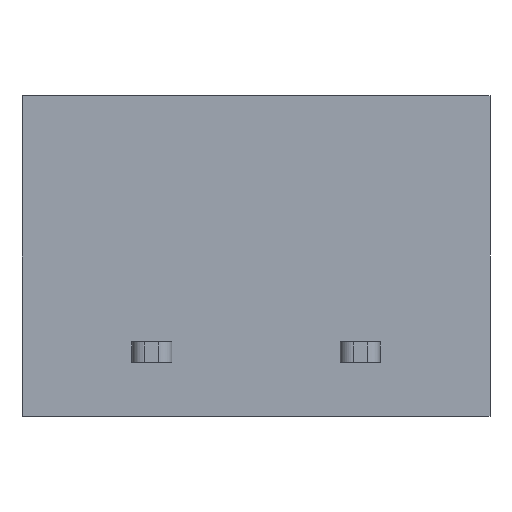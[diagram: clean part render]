
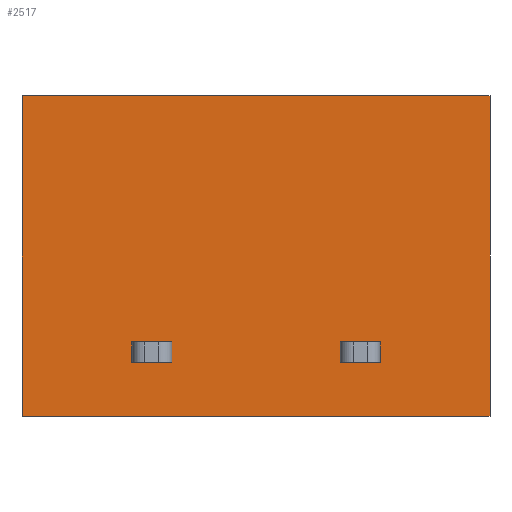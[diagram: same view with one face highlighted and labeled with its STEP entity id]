
A CAD part, front view. The second image highlights one B-rep face of the part: STEP entity #2517.
In plain terms, the highlighted planar face has unit normal (0, -1, 0).
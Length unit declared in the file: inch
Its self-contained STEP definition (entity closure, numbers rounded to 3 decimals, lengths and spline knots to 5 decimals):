
#1=DIRECTION('',(0.,0.,-1.));
#2=VECTOR('',#1,0.032);
#3=CARTESIAN_POINT('',(0.1315,0.,-0.134));
#4=LINE('',#3,#2);
#5=DIRECTION('',(1.,0.,0.));
#6=VECTOR('',#5,0.062);
#7=CARTESIAN_POINT('',(0.1315,0.,-0.166));
#8=LINE('',#7,#6);
#9=DIRECTION('',(0.,0.,1.));
#10=VECTOR('',#9,0.032);
#11=CARTESIAN_POINT('',(0.1935,0.,-0.166));
#12=LINE('',#11,#10);
#13=DIRECTION('',(-1.,0.,0.));
#14=VECTOR('',#13,0.062);
#15=CARTESIAN_POINT('',(0.1935,0.,-0.134));
#16=LINE('',#15,#14);
#17=DIRECTION('',(0.,0.,-1.));
#18=VECTOR('',#17,0.032);
#19=CARTESIAN_POINT('',(-0.1935,0.,-0.134));
#20=LINE('',#19,#18);
#21=DIRECTION('',(1.,0.,0.));
#22=VECTOR('',#21,0.062);
#23=CARTESIAN_POINT('',(-0.1935,0.,-0.166));
#24=LINE('',#23,#22);
#25=DIRECTION('',(0.,0.,1.));
#26=VECTOR('',#25,0.032);
#27=CARTESIAN_POINT('',(-0.1315,0.,-0.166));
#28=LINE('',#27,#26);
#29=DIRECTION('',(-1.,0.,0.));
#30=VECTOR('',#29,0.062);
#31=CARTESIAN_POINT('',(-0.1315,0.,-0.134));
#32=LINE('',#31,#30);
#33=DIRECTION('',(1.,0.,0.));
#34=VECTOR('',#33,0.05);
#35=CARTESIAN_POINT('',(-0.0225,0.,0.25));
#36=LINE('',#35,#34);
#37=DIRECTION('',(1.,0.,0.));
#38=VECTOR('',#37,0.05);
#39=CARTESIAN_POINT('',(0.3025,0.,0.25));
#40=LINE('',#39,#38);
#41=DIRECTION('',(0.,0.,-1.));
#42=VECTOR('',#41,0.5);
#43=CARTESIAN_POINT('',(0.365,0.,0.25));
#44=LINE('',#43,#42);
#45=DIRECTION('',(-1.,0.,0.));
#46=VECTOR('',#45,0.05);
#47=CARTESIAN_POINT('',(0.3525,0.,-0.25));
#48=LINE('',#47,#46);
#49=DIRECTION('',(-1.,0.,0.));
#50=VECTOR('',#49,0.05);
#51=CARTESIAN_POINT('',(0.0275,0.,-0.25));
#52=LINE('',#51,#50);
#53=DIRECTION('',(1.,0.,0.));
#54=VECTOR('',#53,0.05);
#55=CARTESIAN_POINT('',(-0.3525,0.,-0.25));
#56=LINE('',#55,#54);
#57=DIRECTION('',(0.,0.,-1.));
#58=VECTOR('',#57,0.5);
#59=CARTESIAN_POINT('',(-0.365,0.,0.25));
#60=LINE('',#59,#58);
#61=DIRECTION('',(-1.,0.,0.));
#62=VECTOR('',#61,0.05);
#63=CARTESIAN_POINT('',(-0.3025,0.,0.25));
#64=LINE('',#63,#62);
#185=DIRECTION('',(-1.,0.,0.));
#186=VECTOR('',#185,0.0125);
#187=CARTESIAN_POINT('',(0.365,0.,0.25));
#188=LINE('',#187,#186);
#189=DIRECTION('',(-1.,0.,0.));
#190=VECTOR('',#189,0.275);
#191=CARTESIAN_POINT('',(0.3025,0.,0.25));
#192=LINE('',#191,#190);
#193=DIRECTION('',(-1.,0.,0.));
#194=VECTOR('',#193,0.28);
#195=CARTESIAN_POINT('',(-0.0225,0.,0.25));
#196=LINE('',#195,#194);
#201=DIRECTION('',(-1.,0.,0.));
#202=VECTOR('',#201,0.0125);
#203=CARTESIAN_POINT('',(-0.3525,0.,0.25));
#204=LINE('',#203,#202);
#665=DIRECTION('',(1.,0.,0.));
#666=VECTOR('',#665,0.0125);
#667=CARTESIAN_POINT('',(0.3525,0.,-0.25));
#668=LINE('',#667,#666);
#669=DIRECTION('',(1.,0.,0.));
#670=VECTOR('',#669,0.275);
#671=CARTESIAN_POINT('',(0.0275,0.,-0.25));
#672=LINE('',#671,#670);
#673=DIRECTION('',(1.,0.,0.));
#674=VECTOR('',#673,0.0125);
#675=CARTESIAN_POINT('',(-0.365,0.,-0.25));
#676=LINE('',#675,#674);
#677=DIRECTION('',(1.,0.,0.));
#678=VECTOR('',#677,0.28);
#679=CARTESIAN_POINT('',(-0.3025,0.,-0.25));
#680=LINE('',#679,#678);
#805=CARTESIAN_POINT('',(0.0275,0.,0.25));
#858=CARTESIAN_POINT('',(-0.0225,0.,0.25));
#1427=CARTESIAN_POINT('',(-0.3025,0.,-0.25));
#1536=CARTESIAN_POINT('',(-0.3525,0.,0.25));
#1735=CARTESIAN_POINT('',(-0.3525,0.,-0.25));
#1837=CARTESIAN_POINT('',(-0.3025,0.,0.25));
#1939=CARTESIAN_POINT('',(-0.0225,0.,-0.25));
#2020=CARTESIAN_POINT('',(0.0275,0.,-0.25));
#2117=CARTESIAN_POINT('',(0.1315,0.,-0.134));
#2118=CARTESIAN_POINT('',(0.1315,0.,-0.166));
#2119=VERTEX_POINT('',#2117);
#2120=VERTEX_POINT('',#2118);
#2121=CARTESIAN_POINT('',(0.1935,0.,-0.166));
#2122=VERTEX_POINT('',#2121);
#2123=CARTESIAN_POINT('',(0.1935,0.,-0.134));
#2124=VERTEX_POINT('',#2123);
#2201=CARTESIAN_POINT('',(-0.1935,0.,-0.134));
#2202=CARTESIAN_POINT('',(-0.1935,0.,-0.166));
#2203=VERTEX_POINT('',#2201);
#2204=VERTEX_POINT('',#2202);
#2205=CARTESIAN_POINT('',(-0.1315,0.,-0.166));
#2206=VERTEX_POINT('',#2205);
#2207=CARTESIAN_POINT('',(-0.1315,0.,-0.134));
#2208=VERTEX_POINT('',#2207);
#2274=CARTESIAN_POINT('',(0.3025,0.,-0.25));
#2276=VERTEX_POINT('',#2274);
#2282=CARTESIAN_POINT('',(0.3525,0.,0.25));
#2284=VERTEX_POINT('',#2282);
#2302=CARTESIAN_POINT('',(0.3525,0.,-0.25));
#2304=VERTEX_POINT('',#2302);
#2318=CARTESIAN_POINT('',(0.3025,0.,0.25));
#2320=VERTEX_POINT('',#2318);
#2333=VERTEX_POINT('',#1837);
#2344=VERTEX_POINT('',#1427);
#2353=VERTEX_POINT('',#1735);
#2360=VERTEX_POINT('',#1536);
#2375=CARTESIAN_POINT('',(-0.365,0.,0.25));
#2376=CARTESIAN_POINT('',(-0.365,0.,-0.25));
#2377=VERTEX_POINT('',#2375);
#2378=VERTEX_POINT('',#2376);
#2379=CARTESIAN_POINT('',(0.365,0.,0.25));
#2380=CARTESIAN_POINT('',(0.365,0.,-0.25));
#2381=VERTEX_POINT('',#2379);
#2382=VERTEX_POINT('',#2380);
#2389=VERTEX_POINT('',#858);
#2403=VERTEX_POINT('',#2020);
#2414=VERTEX_POINT('',#805);
#2419=VERTEX_POINT('',#1939);
#2458=CARTESIAN_POINT('',(-0.365,0.,0.25));
#2459=DIRECTION('',(0.,-1.,0.));
#2460=DIRECTION('',(0.,0.,-1.));
#2461=AXIS2_PLACEMENT_3D('',#2458,#2459,#2460);
#2462=PLANE('',#2461);
#2464=ORIENTED_EDGE('',*,*,#2463,.F.);
#2466=ORIENTED_EDGE('',*,*,#2465,.T.);
#2468=ORIENTED_EDGE('',*,*,#2467,.F.);
#2470=ORIENTED_EDGE('',*,*,#2469,.T.);
#2472=ORIENTED_EDGE('',*,*,#2471,.F.);
#2474=ORIENTED_EDGE('',*,*,#2473,.T.);
#2476=ORIENTED_EDGE('',*,*,#2475,.F.);
#2478=ORIENTED_EDGE('',*,*,#2477,.T.);
#2480=ORIENTED_EDGE('',*,*,#2479,.F.);
#2482=ORIENTED_EDGE('',*,*,#2481,.T.);
#2484=ORIENTED_EDGE('',*,*,#2483,.F.);
#2486=ORIENTED_EDGE('',*,*,#2485,.F.);
#2488=ORIENTED_EDGE('',*,*,#2487,.F.);
#2490=ORIENTED_EDGE('',*,*,#2489,.F.);
#2492=ORIENTED_EDGE('',*,*,#2491,.F.);
#2494=ORIENTED_EDGE('',*,*,#2493,.F.);
#2495=EDGE_LOOP('',(#2464,#2466,#2468,#2470,#2472,#2474,#2476,#2478,#2480,#2482,
#2484,#2486,#2488,#2490,#2492,#2494));
#2496=FACE_OUTER_BOUND('',#2495,.F.);
#2498=ORIENTED_EDGE('',*,*,#2497,.T.);
#2500=ORIENTED_EDGE('',*,*,#2499,.T.);
#2502=ORIENTED_EDGE('',*,*,#2501,.T.);
#2504=ORIENTED_EDGE('',*,*,#2503,.T.);
#2505=EDGE_LOOP('',(#2498,#2500,#2502,#2504));
#2506=FACE_BOUND('',#2505,.F.);
#2508=ORIENTED_EDGE('',*,*,#2507,.T.);
#2510=ORIENTED_EDGE('',*,*,#2509,.T.);
#2512=ORIENTED_EDGE('',*,*,#2511,.T.);
#2514=ORIENTED_EDGE('',*,*,#2513,.T.);
#2515=EDGE_LOOP('',(#2508,#2510,#2512,#2514));
#2516=FACE_BOUND('',#2515,.F.);
#2517=ADVANCED_FACE('',(#2496,#2506,#2516),#2462,.T.);
#2463=EDGE_CURVE('',#2389,#2333,#196,.T.);
#2465=EDGE_CURVE('',#2389,#2414,#36,.T.);
#2467=EDGE_CURVE('',#2320,#2414,#192,.T.);
#2469=EDGE_CURVE('',#2320,#2284,#40,.T.);
#2471=EDGE_CURVE('',#2381,#2284,#188,.T.);
#2473=EDGE_CURVE('',#2381,#2382,#44,.T.);
#2475=EDGE_CURVE('',#2304,#2382,#668,.T.);
#2477=EDGE_CURVE('',#2304,#2276,#48,.T.);
#2479=EDGE_CURVE('',#2403,#2276,#672,.T.);
#2481=EDGE_CURVE('',#2403,#2419,#52,.T.);
#2483=EDGE_CURVE('',#2344,#2419,#680,.T.);
#2485=EDGE_CURVE('',#2353,#2344,#56,.T.);
#2487=EDGE_CURVE('',#2378,#2353,#676,.T.);
#2489=EDGE_CURVE('',#2377,#2378,#60,.T.);
#2491=EDGE_CURVE('',#2360,#2377,#204,.T.);
#2493=EDGE_CURVE('',#2333,#2360,#64,.T.);
#2497=EDGE_CURVE('',#2203,#2204,#20,.T.);
#2499=EDGE_CURVE('',#2204,#2206,#24,.T.);
#2501=EDGE_CURVE('',#2206,#2208,#28,.T.);
#2503=EDGE_CURVE('',#2208,#2203,#32,.T.);
#2507=EDGE_CURVE('',#2119,#2120,#4,.T.);
#2509=EDGE_CURVE('',#2120,#2122,#8,.T.);
#2511=EDGE_CURVE('',#2122,#2124,#12,.T.);
#2513=EDGE_CURVE('',#2124,#2119,#16,.T.);
